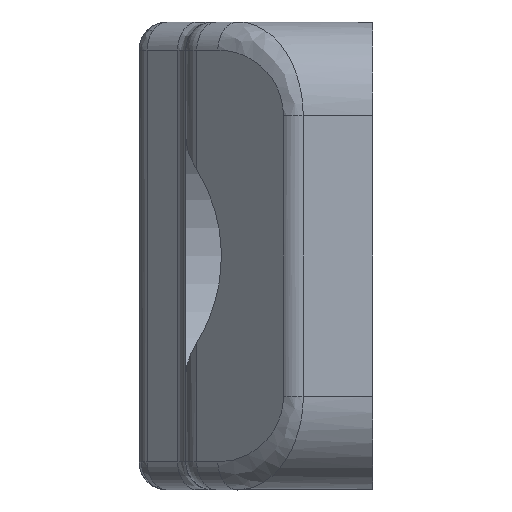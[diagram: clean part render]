
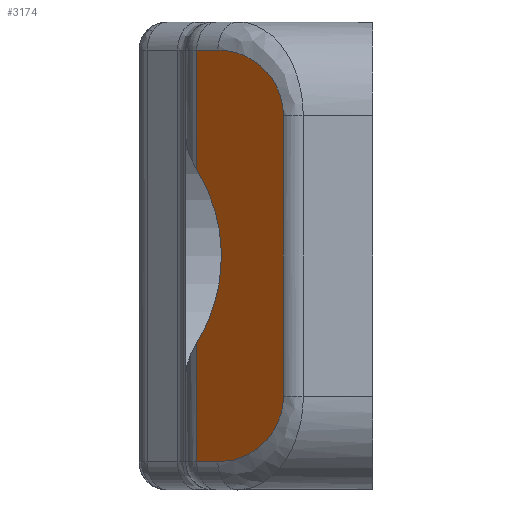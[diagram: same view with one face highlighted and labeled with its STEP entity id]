
A CAD part, left-side view. The second image highlights one B-rep face of the part: STEP entity #3174.
In plain terms, the highlighted planar face has unit normal (-0.707, 0.707, 0).
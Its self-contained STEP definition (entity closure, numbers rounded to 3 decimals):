
#36 = ORIENTED_EDGE ( 'NONE', *, *, #119, .F. ) ;
#96 = CARTESIAN_POINT ( 'NONE',  ( -6.987, 1.883, 0. ) ) ;
#113 = CARTESIAN_POINT ( 'NONE',  ( -6.987, 1.883, -0.922 ) ) ;
#119 = EDGE_CURVE ( 'NONE', #787, #838, #1301, .T. ) ;
#132 = CARTESIAN_POINT ( 'NONE',  ( -7.856, 1.014, 1.779 ) ) ;
#144 = CARTESIAN_POINT ( 'NONE',  ( -7.805, 1.065, -1.876 ) ) ;
#150 = CARTESIAN_POINT ( 'NONE',  ( -7.212, 1.658, 2.2 ) ) ;
#184 = CARTESIAN_POINT ( 'NONE',  ( -7.435, 1.435, -2.2 ) ) ;
#394 = CARTESIAN_POINT ( 'NONE',  ( -6.987, 1.883, -2.2 ) ) ;
#401 = VECTOR ( 'NONE', #1033, 1000. ) ;
#436 = CARTESIAN_POINT ( 'NONE',  ( -7.426, 1.444, -2.167 ) ) ;
#443 = CARTESIAN_POINT ( 'NONE',  ( -7.786, 1.084, 1.902 ) ) ;
#447 = CARTESIAN_POINT ( 'NONE',  ( -7.435, 1.435, 0. ) ) ;
#448 = LINE ( 'NONE', #814, #3633 ) ;
#454 = CARTESIAN_POINT ( 'NONE',  ( -7.855, 1.015, -1.779 ) ) ;
#520 = VERTEX_POINT ( 'NONE', #394 ) ;
#543 = CARTESIAN_POINT ( 'NONE',  ( -7.347, 1.523, -0.342 ) ) ;
#621 = EDGE_CURVE ( 'NONE', #3801, #520, #2033, .T. ) ;
#637 = CARTESIAN_POINT ( 'NONE',  ( -7.912, 0.958, 1.527 ) ) ;
#693 = EDGE_CURVE ( 'NONE', #1871, #1117, #448, .T. ) ;
#718 = FACE_OUTER_BOUND ( 'NONE', #2510, .T. ) ;
#748 = CARTESIAN_POINT ( 'NONE',  ( -7.912, 0.958, 1.5 ) ) ;
#757 = CARTESIAN_POINT ( 'NONE',  ( -7.486, 1.384, -2.144 ) ) ;
#762 = CARTESIAN_POINT ( 'NONE',  ( -7.752, 1.118, 1.945 ) ) ;
#765 = DIRECTION ( 'NONE',  ( -0.707, -0.707, 0. ) ) ;
#773 = CARTESIAN_POINT ( 'NONE',  ( -7.898, 0.972, -1.661 ) ) ;
#787 = VERTEX_POINT ( 'NONE', #1944 ) ;
#814 = CARTESIAN_POINT ( 'NONE',  ( -7.435, 1.435, 2.2 ) ) ;
#838 = VERTEX_POINT ( 'NONE', #1350 ) ;
#896 = ORIENTED_EDGE ( 'NONE', *, *, #2764, .T. ) ;
#984 = ORIENTED_EDGE ( 'NONE', *, *, #2209, .T. ) ;
#1033 = DIRECTION ( 'NONE',  ( 0., 0., -1. ) ) ;
#1066 = CARTESIAN_POINT ( 'NONE',  ( -7.553, 1.317, -2.113 ) ) ;
#1072 = CARTESIAN_POINT ( 'NONE',  ( -7.706, 1.164, 1.999 ) ) ;
#1085 = CARTESIAN_POINT ( 'NONE',  ( -7.912, 0.958, -1.5 ) ) ;
#1117 = VERTEX_POINT ( 'NONE', #2344 ) ;
#1139 = CARTESIAN_POINT ( 'NONE',  ( -6.987, 1.883, 0.922 ) ) ;
#1175 = LINE ( 'NONE', #3097, #3503 ) ;
#1234 = ORIENTED_EDGE ( 'NONE', *, *, #621, .T. ) ;
#1301 = LINE ( 'NONE', #637, #2936 ) ;
#1350 = CARTESIAN_POINT ( 'NONE',  ( -7.912, 0.958, -1.5 ) ) ;
#1376 = CARTESIAN_POINT ( 'NONE',  ( -7.912, 0.958, 1.541 ) ) ;
#1386 = CARTESIAN_POINT ( 'NONE',  ( -7.679, 1.191, -2.023 ) ) ;
#1388 = CARTESIAN_POINT ( 'NONE',  ( -7.594, 1.276, 2.087 ) ) ;
#1595 = ORIENTED_EDGE ( 'NONE', *, *, #3269, .T. ) ;
#1672 = CARTESIAN_POINT ( 'NONE',  ( -7.894, 0.976, 1.66 ) ) ;
#1681 = CARTESIAN_POINT ( 'NONE',  ( -7.721, 1.149, -1.98 ) ) ;
#1687 = CARTESIAN_POINT ( 'NONE',  ( -7.533, 1.337, 2.123 ) ) ;
#1760 = ORIENTED_EDGE ( 'NONE', *, *, #2237, .T. ) ;
#1772 = CARTESIAN_POINT ( 'NONE',  ( -7.347, 1.523, 0.342 ) ) ;
#1871 = VERTEX_POINT ( 'NONE', #2069 ) ;
#1944 = CARTESIAN_POINT ( 'NONE',  ( -7.912, 0.958, 1.5 ) ) ;
#1959 = CARTESIAN_POINT ( 'NONE',  ( -7.264, 1.606, -2.2 ) ) ;
#1966 = CARTESIAN_POINT ( 'NONE',  ( -7.878, 0.992, 1.717 ) ) ;
#1978 = CARTESIAN_POINT ( 'NONE',  ( -7.767, 1.103, -1.929 ) ) ;
#1983 = CARTESIAN_POINT ( 'NONE',  ( -7.316, 1.554, 2.2 ) ) ;
#2010 = DIRECTION ( 'NONE',  ( -0.707, -0.707, 0. ) ) ;
#2033 = LINE ( 'NONE', #96, #401 ) ;
#2069 = CARTESIAN_POINT ( 'NONE',  ( -7.212, 1.658, 2.2 ) ) ;
#2126 = LINE ( 'NONE', #184, #2968 ) ;
#2209 = EDGE_CURVE ( 'NONE', #787, #1871, #3605, .T. ) ;
#2210 = ORIENTED_EDGE ( 'NONE', *, *, #693, .T. ) ;
#2233 = DIRECTION ( 'NONE',  ( 0., 0., -1. ) ) ;
#2237 = EDGE_CURVE ( 'NONE', #520, #2464, #2126, .T. ) ;
#2267 = CARTESIAN_POINT ( 'NONE',  ( -7.34, 1.53, -2.192 ) ) ;
#2271 = CARTESIAN_POINT ( 'NONE',  ( -7.828, 1.042, 1.838 ) ) ;
#2281 = CARTESIAN_POINT ( 'NONE',  ( -7.836, 1.034, -1.818 ) ) ;
#2344 = CARTESIAN_POINT ( 'NONE',  ( -6.987, 1.883, 2.2 ) ) ;
#2464 = VERTEX_POINT ( 'NONE', #3261 ) ;
#2466 = ORIENTED_EDGE ( 'NONE', *, *, #2813, .T. ) ;
#2510 = EDGE_LOOP ( 'NONE', ( #2210, #896, #1595, #1234, #1760, #2466, #36, #984 ) ) ;
#2593 = CARTESIAN_POINT ( 'NONE',  ( -7.462, 1.408, -2.154 ) ) ;
#2601 = CARTESIAN_POINT ( 'NONE',  ( -7.766, 1.104, 1.928 ) ) ;
#2606 = DIRECTION ( 'NONE',  ( -0.707, 0.707, 0. ) ) ;
#2614 = CARTESIAN_POINT ( 'NONE',  ( -7.864, 1.006, -1.757 ) ) ;
#2693 = CARTESIAN_POINT ( 'NONE',  ( -6.987, 1.883, -0.922 ) ) ;
#2764 = EDGE_CURVE ( 'NONE', #1117, #3487, #1175, .T. ) ;
#2799 =( BOUNDED_CURVE ( )  B_SPLINE_CURVE ( 3, ( #1139, #1772, #543, #2693 ),
 .UNSPECIFIED., .F., .F. ) 
 B_SPLINE_CURVE_WITH_KNOTS ( ( 4, 4 ),
 ( 5.728, 6.838 ),
 .UNSPECIFIED. ) 
 CURVE ( )  GEOMETRIC_REPRESENTATION_ITEM ( )  RATIONAL_B_SPLINE_CURVE ( ( 1., 0.9, 0.9, 1. ) ) 
 REPRESENTATION_ITEM ( '' )  );
#2813 = EDGE_CURVE ( 'NONE', #2464, #838, #3055, .T. ) ;
#2910 = CARTESIAN_POINT ( 'NONE',  ( -7.498, 1.372, -2.139 ) ) ;
#2916 = CARTESIAN_POINT ( 'NONE',  ( -7.746, 1.124, 1.953 ) ) ;
#2926 = CARTESIAN_POINT ( 'NONE',  ( -7.912, 0.958, -1.582 ) ) ;
#2936 = VECTOR ( 'NONE', #3409, 1000. ) ;
#2967 = DIRECTION ( 'NONE',  ( 0.707, 0.707, 0. ) ) ;
#2968 = VECTOR ( 'NONE', #2010, 1000. ) ;
#3055 = B_SPLINE_CURVE_WITH_KNOTS ( 'NONE', 3,
 ( #3817, #1959, #2267, #436, #2593, #757, #2910, #1066, #3210, #1386, #3516, #1681, #3830, #1978, #144, #2281, #454, #2614, #773, #2926, #1085 ),
 .UNSPECIFIED., .F., .F.,
 ( 4, 1, 1, 2, 2, 1, 1, 2, 2, 1, 2, 2, 4 ),
 ( 0., 0.125, 0.188, 0.219, 0.25, 0.375, 0.438, 0.469, 0.5, 0.625, 0.687, 0.75, 1. ),
 .UNSPECIFIED. ) ;
#3097 = CARTESIAN_POINT ( 'NONE',  ( -6.987, 1.883, 0. ) ) ;
#3161 = AXIS2_PLACEMENT_3D ( 'NONE', #447, #2606, #765 ) ;
#3174 = ADVANCED_FACE ( 'NONE', ( #718 ), #3205, .T. ) ;
#3205 = PLANE ( 'NONE',  #3161 ) ;
#3210 = CARTESIAN_POINT ( 'NONE',  ( -7.615, 1.255, -2.076 ) ) ;
#3217 = CARTESIAN_POINT ( 'NONE',  ( -7.653, 1.217, 2.048 ) ) ;
#3261 = CARTESIAN_POINT ( 'NONE',  ( -7.212, 1.658, -2.2 ) ) ;
#3269 = EDGE_CURVE ( 'NONE', #3487, #3801, #2799, .T. ) ;
#3409 = DIRECTION ( 'NONE',  ( 0., 0., -1. ) ) ;
#3487 = VERTEX_POINT ( 'NONE', #3698 ) ;
#3503 = VECTOR ( 'NONE', #2233, 1000. ) ;
#3505 = CARTESIAN_POINT ( 'NONE',  ( -7.907, 0.963, 1.601 ) ) ;
#3516 = CARTESIAN_POINT ( 'NONE',  ( -7.705, 1.165, -1.998 ) ) ;
#3524 = CARTESIAN_POINT ( 'NONE',  ( -7.553, 1.317, 2.112 ) ) ;
#3605 = B_SPLINE_CURVE_WITH_KNOTS ( 'NONE', 3,
 ( #748, #1376, #3505, #1672, #3824, #1966, #132, #2271, #443, #2601, #762, #2916, #1072, #3217, #1388, #3524, #1687, #3835, #1983, #150 ),
 .UNSPECIFIED., .F., .F.,
 ( 4, 1, 2, 2, 1, 1, 2, 2, 1, 2, 2, 4 ),
 ( 0., 0.125, 0.188, 0.25, 0.375, 0.438, 0.469, 0.5, 0.625, 0.688, 0.75, 1. ),
 .UNSPECIFIED. ) ;
#3633 = VECTOR ( 'NONE', #2967, 1000. ) ;
#3698 = CARTESIAN_POINT ( 'NONE',  ( -6.987, 1.883, 0.922 ) ) ;
#3801 = VERTEX_POINT ( 'NONE', #113 ) ;
#3817 = CARTESIAN_POINT ( 'NONE',  ( -7.212, 1.658, -2.2 ) ) ;
#3824 = CARTESIAN_POINT ( 'NONE',  ( -7.883, 0.987, 1.699 ) ) ;
#3830 = CARTESIAN_POINT ( 'NONE',  ( -7.73, 1.14, -1.971 ) ) ;
#3835 = CARTESIAN_POINT ( 'NONE',  ( -7.415, 1.455, 2.178 ) ) ;
